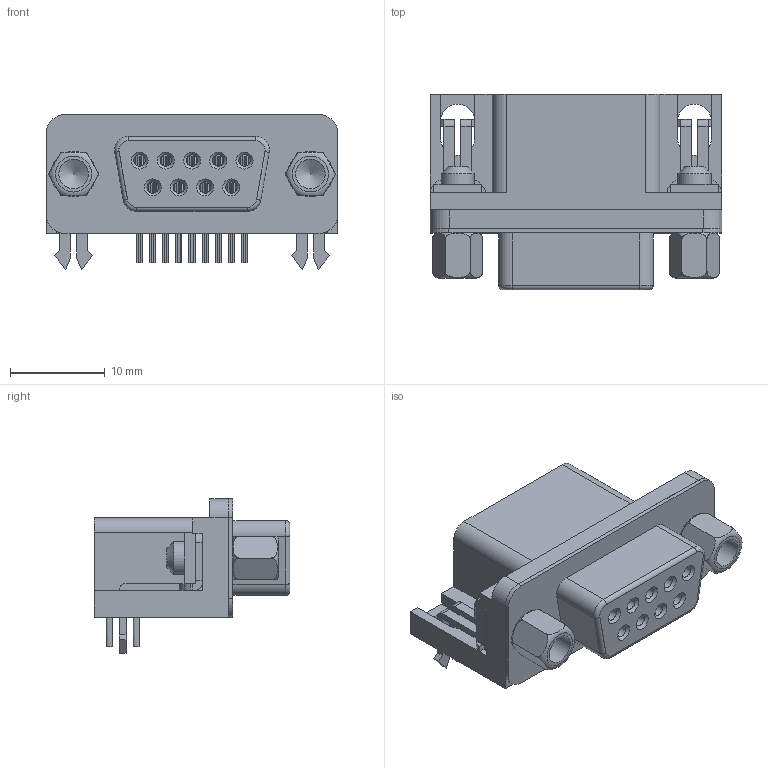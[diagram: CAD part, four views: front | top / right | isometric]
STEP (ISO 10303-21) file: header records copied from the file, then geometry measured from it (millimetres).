
FILE_DESCRIPTION(/* description */ ('Unknown'),/* implementation_level */ '2;1');
FILE_NAME(/* name */ '618009231321',/* time_stamp */ '2018-11-15T13:19:25+01:00',/* author */ ('Unknown'),/* organization */ ('Unknown'),/* preprocessor_version */ 'ST-DEVELOPER v16.7',/* originating_system */ 'DEX',/* authorisation */ $);
FILE_SCHEMA (('AUTOMOTIVE_DESIGN {1 0 10303 214 3 1 1}'));
Length unit declared in the file: millimetre
Products named in the file (9): 6180xx231321; 6180092xxx21; 6180xx2xxx21_PIN _COURTE; 6180xx2xxx21_PIN _LONGUE; 6180092xxx21_ARRIERE; 6180xx2xxx21; 6180xx23xx21_CLIP; 6180xx2xxx21_SERRAGE; 6180xx2xxx21_VISSE
Assembly tree (18 placements, depth 2):
  6180xx231321
    6180092xxx21
    6180xx2xxx21_PIN _COURTE  x4
    6180xx2xxx21_PIN _LONGUE  x5
    6180092xxx21_ARRIERE
    6180xx2xxx21
    6180xx23xx21_CLIP  x2
    6180xx2xxx21_SERRAGE  x2
    6180xx2xxx21_VISSE  x2
Bounding box: 30.82 x 20.65 x 16.35 mm (x, y, z)
Volume: 3961.9 mm3; surface area: 7092.5 mm2
Topology: 18 solids, 18 shells, 1240 faces, 3523 edges, 2329 vertices
Faces by surface type: plane 840, cylinder 279, bspline 90, cone 19, torus 12
Full cylindrical faces by diameter (mm): 1.2 x9, 3.121 x4, 3.5 x2, 4 x8
Entity records: 22814 total; most frequent: CARTESIAN_POINT 7969, ORIENTED_EDGE 3032, DIRECTION 2868, EDGE_CURVE 1516, LINE 1196, VECTOR 1196, VERTEX_POINT 1007, AXIS2_PLACEMENT_3D 836
